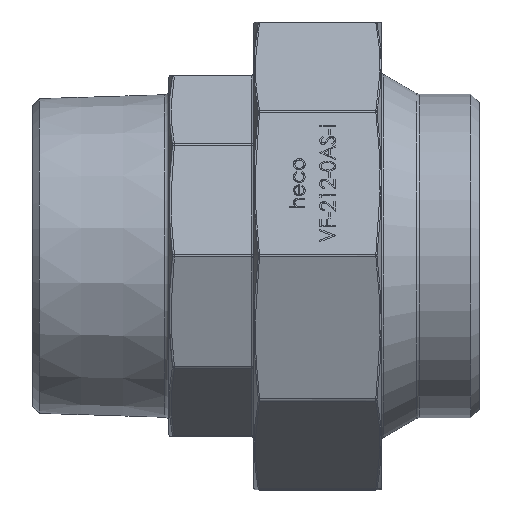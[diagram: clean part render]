
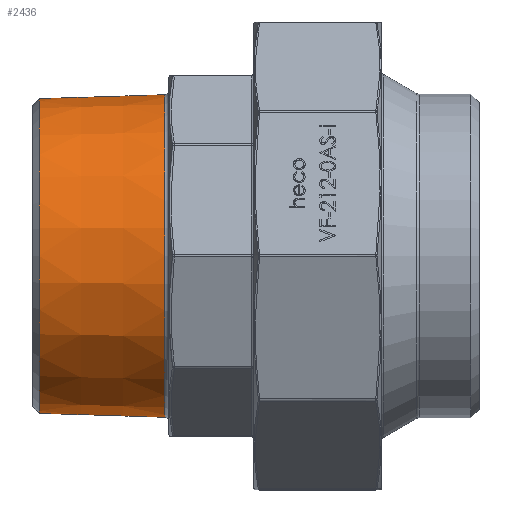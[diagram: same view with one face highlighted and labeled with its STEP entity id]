
A CAD part, top view. The second image highlights one B-rep face of the part: STEP entity #2436.
In plain terms, the highlighted conical face has half-angle 1.79 degrees and reference radius 37.59 mm.
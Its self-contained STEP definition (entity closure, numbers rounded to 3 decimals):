
#2202 = AXIS2_PLACEMENT_3D ( 'NONE', #6338, #3671, #18854 ) ;
#2436 = ADVANCED_FACE ( 'NONE', ( #17955, #5177 ), #4969, .T. ) ;
#2503 = CARTESIAN_POINT ( 'NONE',  ( -68.472, 0., 0. ) ) ;
#2715 = DIRECTION ( 'NONE',  ( 1., 0., 0. ) ) ;
#3283 = EDGE_LOOP ( 'NONE', ( #13687 ) ) ;
#3555 = CARTESIAN_POINT ( 'NONE',  ( -49.4, 0., 0. ) ) ;
#3671 = DIRECTION ( 'NONE',  ( -1., 0., 0. ) ) ;
#4042 = DIRECTION ( 'NONE',  ( 0., 1., 0. ) ) ;
#4969 = CONICAL_SURFACE ( 'NONE', #16388, 37.59, 0.031 ) ;
#5177 = FACE_BOUND ( 'NONE', #3283, .T. ) ;
#5470 = CIRCLE ( 'NONE', #6131, 36.994 ) ;
#5542 = CARTESIAN_POINT ( 'NONE',  ( -38.969, 37.916, 0. ) ) ;
#6131 = AXIS2_PLACEMENT_3D ( 'NONE', #2503, #8458, #4042 ) ;
#6338 = CARTESIAN_POINT ( 'NONE',  ( -38.969, 0., 0. ) ) ;
#8458 = DIRECTION ( 'NONE',  ( 1., 0., 0. ) ) ;
#13338 = DIRECTION ( 'NONE',  ( 0., 1., 0. ) ) ;
#13427 = CARTESIAN_POINT ( 'NONE',  ( -68.472, 36.994, 0. ) ) ;
#13687 = ORIENTED_EDGE ( 'NONE', *, *, #18550, .T. ) ;
#15814 = EDGE_LOOP ( 'NONE', ( #17939 ) ) ;
#16132 = VERTEX_POINT ( 'NONE', #13427 ) ;
#16388 = AXIS2_PLACEMENT_3D ( 'NONE', #3555, #2715, #13338 ) ;
#16560 = CIRCLE ( 'NONE', #2202, 37.916 ) ;
#17939 = ORIENTED_EDGE ( 'NONE', *, *, #18193, .T. ) ;
#17955 = FACE_OUTER_BOUND ( 'NONE', #15814, .T. ) ;
#18193 = EDGE_CURVE ( 'NONE', #19412, #19412, #16560, .T. ) ;
#18550 = EDGE_CURVE ( 'NONE', #16132, #16132, #5470, .T. ) ;
#18854 = DIRECTION ( 'NONE',  ( 0., 1., 0. ) ) ;
#19412 = VERTEX_POINT ( 'NONE', #5542 ) ;
